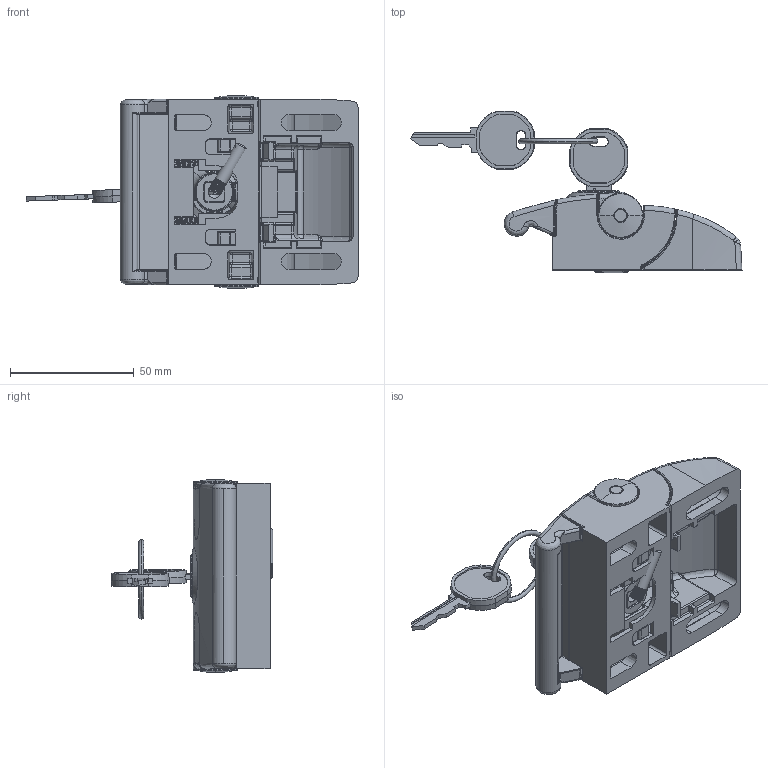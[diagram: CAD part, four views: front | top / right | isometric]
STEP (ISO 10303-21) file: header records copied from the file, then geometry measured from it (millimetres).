
FILE_DESCRIPTION (( 'STEP AP214' ), '1' );
FILE_NAME ('0957411.STEP', '2014-08-14T14:17:11', ( '' ), ( '' ), 'SwSTEP 2.0', 'SolidWorks 2014', '' );
FILE_SCHEMA (( 'AUTOMOTIVE_DESIGN' ));
Length unit declared in the file: millimetre
Products named in the file (11): 0957408R09_0957408r09; 0957408R08_0957408R08; 0957408R07_0957408R07; 0957401r18; 0957408R16; 0957408R05; 0957408R04_0957408R04; 0957408R03_standard gespiegelt muss sein ; 0957408R02_0957408R02; 0957408R01_0957408R01 arme verl„ngert; 0957411
Assembly tree (15 placements, depth 2):
  0957411
    0957408R01_0957408R01 arme verl„ngert
    0957408R02_0957408R02
    0957408R03_standard gespiegelt muss sein 
    0957408R04_0957408R04
    0957408R05
    0957408R16  x3
    0957401r18
    0957408R07_0957408R07  x2
    0957408R08_0957408R08  x2
    0957408R09_0957408r09  x2
Bounding box: 134.08 x 65.39 x 77.81 mm (x, y, z)
Volume: 80223.8 mm3; surface area: 66275.1 mm2
Topology: 18 solids, 18 shells, 3425 faces, 8688 edges, 5042 vertices
Faces by surface type: plane 1178, cylinder 1051, bspline 630, torus 299, sphere 193, cone 74
Entity records: 106985 total; most frequent: CARTESIAN_POINT 42081, ORIENTED_EDGE 13886, DIRECTION 12385, EDGE_CURVE 6943, AXIS2_PLACEMENT_3D 4773, VERTEX_POINT 4060, EDGE_LOOP 2943, FACE_OUTER_BOUND 2903
